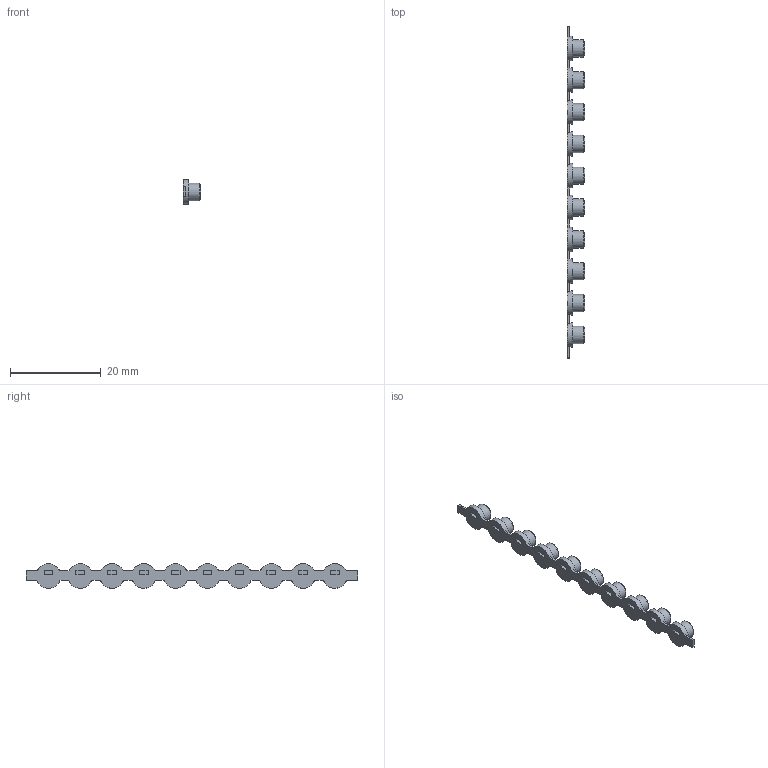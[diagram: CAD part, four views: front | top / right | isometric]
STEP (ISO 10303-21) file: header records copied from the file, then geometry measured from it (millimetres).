
FILE_DESCRIPTION(/* description */ (''),/* implementation_level */ '2;1');
FILE_NAME(/* name */ 'button_v38.step',/* time_stamp */ '2024-10-18T09:43:58+08:00',/* author */ (''),/* organization */ (''),/* preprocessor_version */ 'ST-DEVELOPER v20',/* originating_system */ 'Autodesk Translation Framework v13.20.0.188',/* authorisation */ '');
FILE_SCHEMA (('AUTOMOTIVE_DESIGN { 1 0 10303 214 3 1 1 }'));
Length unit declared in the file: millimetre
Products named in the file (2): 方形ThymeWatch手表; button1
Assembly tree (1 placements, depth 2):
  方形ThymeWatch手表
    button1
Bounding box: 3.75 x 73 x 5.4 mm (x, y, z)
Volume: 560.5 mm3; surface area: 1069.2 mm2
Topology: 1 solids, 1 shells, 136 faces, 332 edges, 218 vertices
Faces by surface type: plane 106, cylinder 20, cone 10
Full cylindrical faces by diameter (mm): 3.8 x10, 5.4 x10
Entity records: 4046 total; most frequent: DIRECTION 700, CARTESIAN_POINT 689, ORIENTED_EDGE 664, EDGE_CURVE 332, LINE 242, VECTOR 242, AXIS2_PLACEMENT_3D 229, VERTEX_POINT 218
